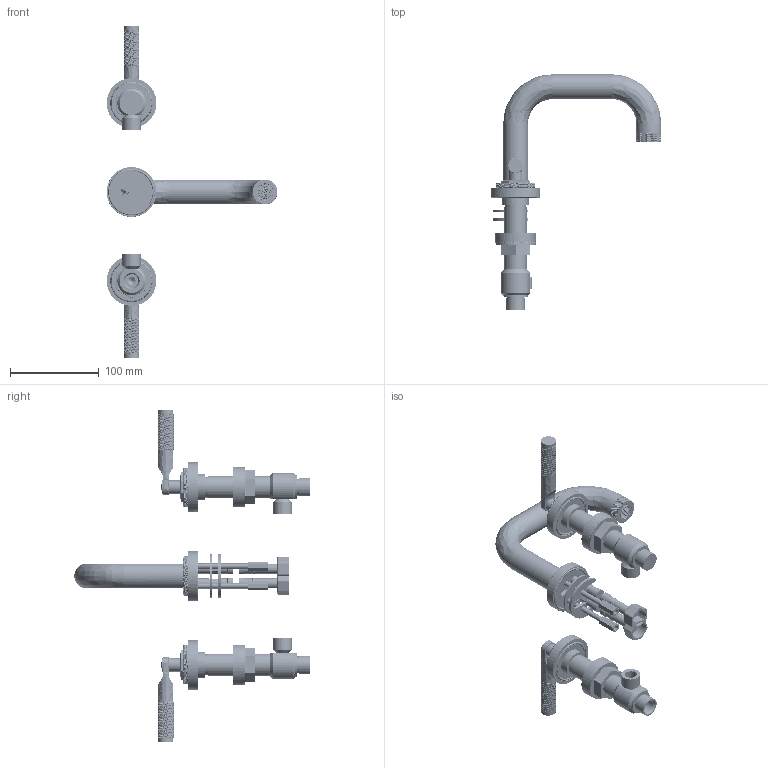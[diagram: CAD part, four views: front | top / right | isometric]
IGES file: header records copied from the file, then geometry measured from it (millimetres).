
Global section: file name: V7K14-LK-NP; native system: Autodesk Inventor 2018; preprocessor: unknown; author: aduggalther; date: 20180910.121800; units: millimetre
Bounding box: 192 x 264.8 x 373.44 mm (x, y, z)
Volume: 419453 mm3; surface area: 224009.8 mm2
Topology: 60 solids, 60 shells, 26171 faces, 55527 edges, 29611 vertices
Faces by surface type: bspline 26171
